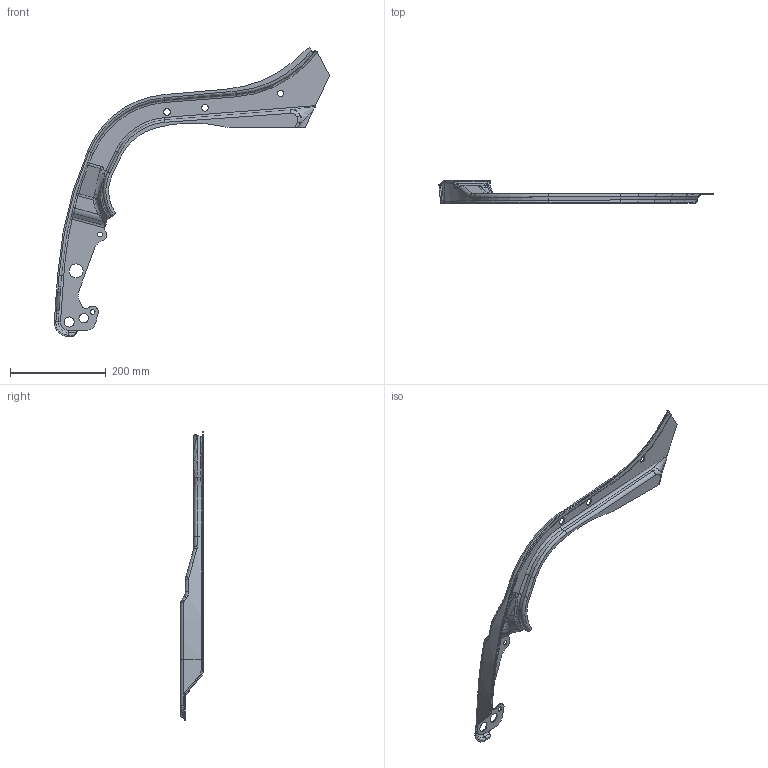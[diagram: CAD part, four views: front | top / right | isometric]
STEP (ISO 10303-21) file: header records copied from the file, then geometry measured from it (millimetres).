
FILE_DESCRIPTION(/* description */ (''),/* implementation_level */ '2;1');
FILE_NAME(/* name */ '右.stp',/* time_stamp */ '2024-06-21T11:10:04+08:00',/* author */ (''),/* organization */ (''),/* preprocessor_version */ 'ST-DEVELOPER v16',/* originating_system */ 'SIEMENS PLM Software NX 10.0',/* authorisation */ '');
FILE_SCHEMA (('AP203_CONFIGURATION_CONTROLLED_3D_DESIGN_OF_MECHANICAL_PARTS_AND_ASSEMBLIES_MIM_LF { 1 0 10303 403 2 1 2}'));
Length unit declared in the file: millimetre
Products named in the file (1): Admi5714BF45esgz
Bounding box: 575.53 x 48 x 604.7 mm (x, y, z)
Volume: 189564.7 mm3; surface area: 194517.5 mm2
Topology: 1 solids, 1 shells, 238 faces, 580 edges, 344 vertices
Faces by surface type: bspline 81, cylinder 71, plane 48, torus 32, cone 4, sphere 1, extrusion 1
Full cylindrical faces by diameter (mm): 10.2 x2, 13 x1, 14 x2, 20 x1, 21.1 x1, 29 x1
Entity records: 18469 total; most frequent: CARTESIAN_POINT 13634, ORIENTED_EDGE 1144, DIRECTION 829, EDGE_CURVE 572, VERTEX_POINT 344, AXIS2_PLACEMENT_3D 340, EDGE_LOOP 262, ADVANCED_FACE 238
